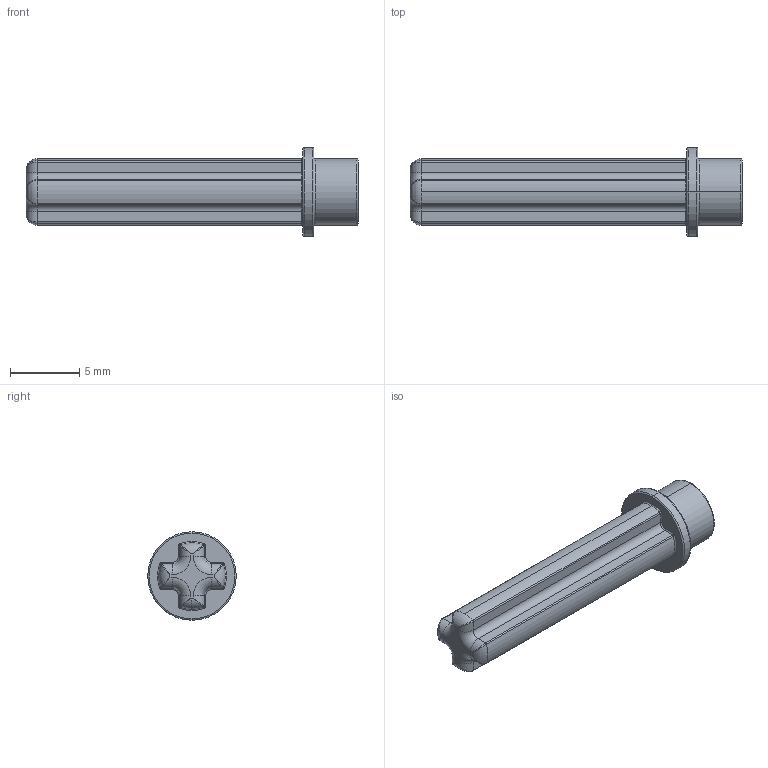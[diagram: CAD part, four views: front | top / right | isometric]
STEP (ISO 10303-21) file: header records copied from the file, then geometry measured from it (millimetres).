
FILE_DESCRIPTION (( 'STEP AP214' ), '1' );
FILE_NAME ('6587 Black Technic Axle 3 with Stud.STEP', '2015-02-18T22:37:47', ( '' ), ( '' ), 'SwSTEP 2.0', 'SolidWorks 2014', '' );
FILE_SCHEMA (( 'AUTOMOTIVE_DESIGN' ));
Length unit declared in the file: millimetre
Products named in the file (1): 6587 Black Technic Axle 3 with Stud
Bounding box: 24 x 6.4 x 6.4 mm (x, y, z)
Volume: 332.7 mm3; surface area: 489.6 mm2
Topology: 1 solids, 1 shells, 143 faces, 316 edges, 170 vertices
Faces by surface type: cylinder 58, torus 52, plane 17, sphere 8, bspline 8
Entity records: 4134 total; most frequent: CARTESIAN_POINT 934, DIRECTION 762, ORIENTED_EDGE 616, AXIS2_PLACEMENT_3D 334, EDGE_CURVE 308, CIRCLE 198, VERTEX_POINT 170, EDGE_LOOP 146
